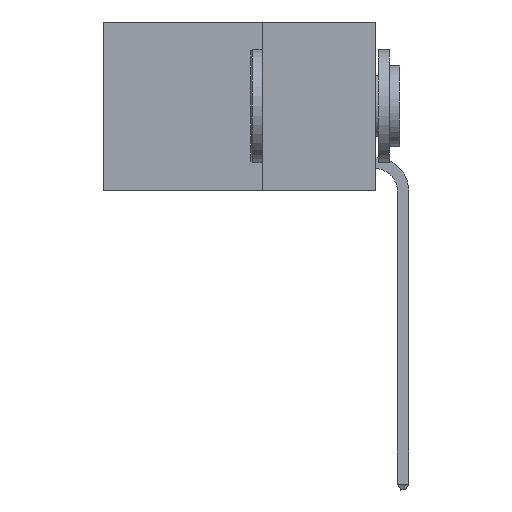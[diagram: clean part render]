
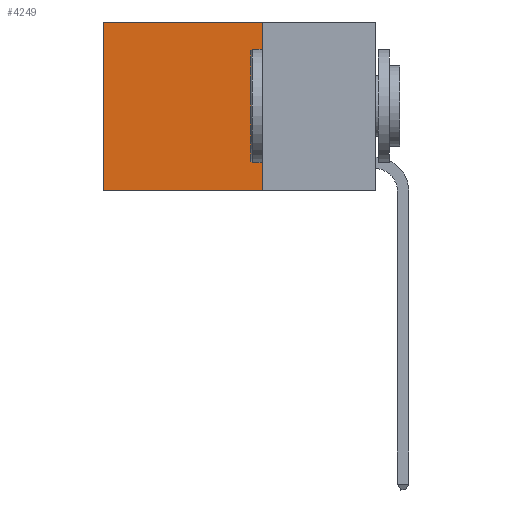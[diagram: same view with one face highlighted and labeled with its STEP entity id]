
A CAD part, left-side view. The second image highlights one B-rep face of the part: STEP entity #4249.
In plain terms, the highlighted planar face has unit normal (-1, 0, 0).
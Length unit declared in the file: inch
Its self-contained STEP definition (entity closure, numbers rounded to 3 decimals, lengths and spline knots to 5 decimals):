
#259 = ORIENTED_EDGE ( 'NONE', *, *, #8333, .T. ) ;
#1487 = VECTOR ( 'NONE', #18240, 39.37008 ) ;
#2087 = CARTESIAN_POINT ( 'NONE',  ( 0.2625, 0.6, 0. ) ) ;
#2330 = FACE_OUTER_BOUND ( 'NONE', #12838, .T. ) ;
#4249 = ADVANCED_FACE ( 'NONE', ( #2330 ), #8319, .F. ) ;
#4424 = LINE ( 'NONE', #18449, #9050 ) ;
#6713 = CARTESIAN_POINT ( 'NONE',  ( 0.2625, 0.6, -0.37 ) ) ;
#7741 = VERTEX_POINT ( 'NONE', #13184 ) ;
#8041 = ORIENTED_EDGE ( 'NONE', *, *, #25961, .T. ) ;
#8319 = PLANE ( 'NONE',  #19443 ) ;
#8333 = EDGE_CURVE ( 'NONE', #7741, #21205, #20509, .T. ) ;
#9050 = VECTOR ( 'NONE', #18331, 39.37008 ) ;
#9117 = ORIENTED_EDGE ( 'NONE', *, *, #14334, .F. ) ;
#10049 = CARTESIAN_POINT ( 'NONE',  ( 0.2625, 0.25, 0. ) ) ;
#10453 = CARTESIAN_POINT ( 'NONE',  ( 0.2625, 0.25, -0.37 ) ) ;
#11528 = CARTESIAN_POINT ( 'NONE',  ( 0.2625, 0.25, 0. ) ) ;
#12088 = VERTEX_POINT ( 'NONE', #15811 ) ;
#12815 = LINE ( 'NONE', #10453, #17133 ) ;
#12838 = EDGE_LOOP ( 'NONE', ( #259, #9117, #23611, #8041 ) ) ;
#13184 = CARTESIAN_POINT ( 'NONE',  ( 0.2625, 0.6, 0. ) ) ;
#13350 = LINE ( 'NONE', #11528, #25848 ) ;
#14086 = VERTEX_POINT ( 'NONE', #18459 ) ;
#14334 = EDGE_CURVE ( 'NONE', #12088, #21205, #12815, .T. ) ;
#15312 = EDGE_CURVE ( 'NONE', #14086, #12088, #13350, .T. ) ;
#15811 = CARTESIAN_POINT ( 'NONE',  ( 0.2625, 0.25, -0.37 ) ) ;
#16238 = DIRECTION ( 'NONE',  ( 0., 0., -1. ) ) ;
#17133 = VECTOR ( 'NONE', #24773, 39.37008 ) ;
#18078 = DIRECTION ( 'NONE',  ( 1., 0., 0. ) ) ;
#18240 = DIRECTION ( 'NONE',  ( 0., 0., -1. ) ) ;
#18331 = DIRECTION ( 'NONE',  ( 0., 1., 0. ) ) ;
#18449 = CARTESIAN_POINT ( 'NONE',  ( 0.2625, 0.25, 0. ) ) ;
#18459 = CARTESIAN_POINT ( 'NONE',  ( 0.2625, 0.25, 0. ) ) ;
#19443 = AXIS2_PLACEMENT_3D ( 'NONE', #10049, #18078, #16238 ) ;
#19563 = DIRECTION ( 'NONE',  ( 0., 0., -1. ) ) ;
#20509 = LINE ( 'NONE', #2087, #1487 ) ;
#21205 = VERTEX_POINT ( 'NONE', #6713 ) ;
#23611 = ORIENTED_EDGE ( 'NONE', *, *, #15312, .F. ) ;
#24773 = DIRECTION ( 'NONE',  ( 0., 1., 0. ) ) ;
#25848 = VECTOR ( 'NONE', #19563, 39.37008 ) ;
#25961 = EDGE_CURVE ( 'NONE', #14086, #7741, #4424, .T. ) ;
